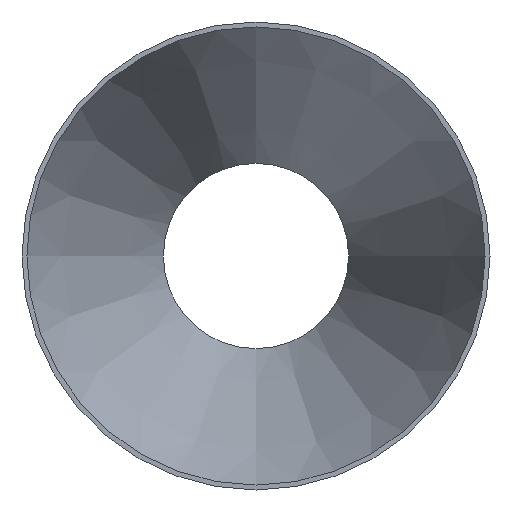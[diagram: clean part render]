
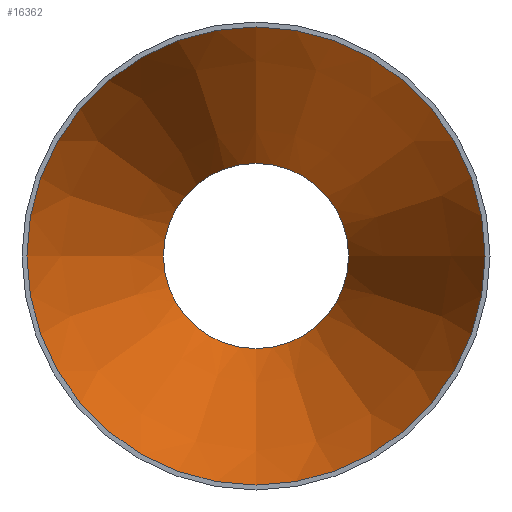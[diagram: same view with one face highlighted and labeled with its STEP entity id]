
A CAD part, front view. The second image highlights one B-rep face of the part: STEP entity #16362.
In plain terms, the highlighted conical face has half-angle 21.378 degrees and reference radius 99.852 mm.
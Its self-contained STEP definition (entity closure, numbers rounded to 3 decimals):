
#1282 = DIRECTION ( 'NONE',  ( 0., 0., -1. ) ) ;
#2065 = ORIENTED_EDGE ( 'NONE', *, *, #26262, .T. ) ;
#2223 = EDGE_LOOP ( 'NONE', ( #31604 ) ) ;
#5408 = AXIS2_PLACEMENT_3D ( 'NONE', #19425, #27382, #1282 ) ;
#5456 = DIRECTION ( 'NONE',  ( 0., 0., -1. ) ) ;
#5841 = CARTESIAN_POINT ( 'NONE',  ( 0., 0., -99.852 ) ) ;
#8160 = EDGE_LOOP ( 'NONE', ( #2065 ) ) ;
#11979 = FACE_BOUND ( 'NONE', #2223, .T. ) ;
#12322 = DIRECTION ( 'NONE',  ( 0., -1., 0. ) ) ;
#13191 = VERTEX_POINT ( 'NONE', #15804 ) ;
#13310 = CARTESIAN_POINT ( 'NONE',  ( 0., 0., 0. ) ) ;
#13635 = AXIS2_PLACEMENT_3D ( 'NONE', #13310, #19045, #5456 ) ;
#15804 = CARTESIAN_POINT ( 'NONE',  ( 0., 152., -40.352 ) ) ;
#15991 = CIRCLE ( 'NONE', #5408, 40.352 ) ;
#16362 = ADVANCED_FACE ( 'NONE', ( #11979, #17557 ), #26886, .F. ) ;
#17557 = FACE_OUTER_BOUND ( 'NONE', #8160, .T. ) ;
#18927 = VERTEX_POINT ( 'NONE', #5841 ) ;
#19045 = DIRECTION ( 'NONE',  ( 0., -1., 0. ) ) ;
#19425 = CARTESIAN_POINT ( 'NONE',  ( 0., 152., 0. ) ) ;
#24182 = CIRCLE ( 'NONE', #13635, 99.852 ) ;
#25684 = DIRECTION ( 'NONE',  ( 0., 0., -1. ) ) ;
#26262 = EDGE_CURVE ( 'NONE', #18927, #18927, #24182, .T. ) ;
#26886 = CONICAL_SURFACE ( 'NONE', #34106, 99.852, 0.373 ) ;
#27382 = DIRECTION ( 'NONE',  ( 0., -1., 0. ) ) ;
#30461 = EDGE_CURVE ( 'NONE', #13191, #13191, #15991, .T. ) ;
#30745 = CARTESIAN_POINT ( 'NONE',  ( 0., 0., 0. ) ) ;
#31604 = ORIENTED_EDGE ( 'NONE', *, *, #30461, .F. ) ;
#34106 = AXIS2_PLACEMENT_3D ( 'NONE', #30745, #12322, #25684 ) ;
